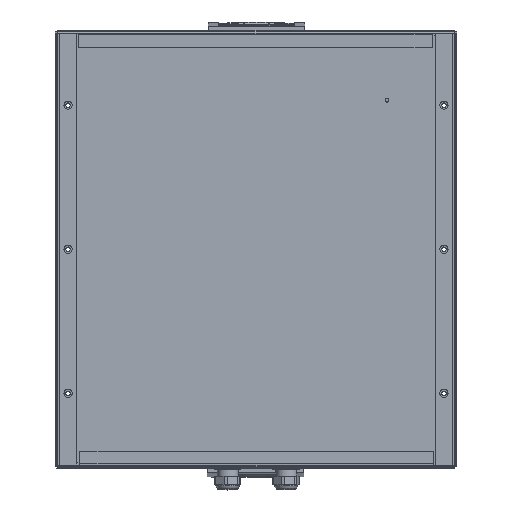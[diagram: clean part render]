
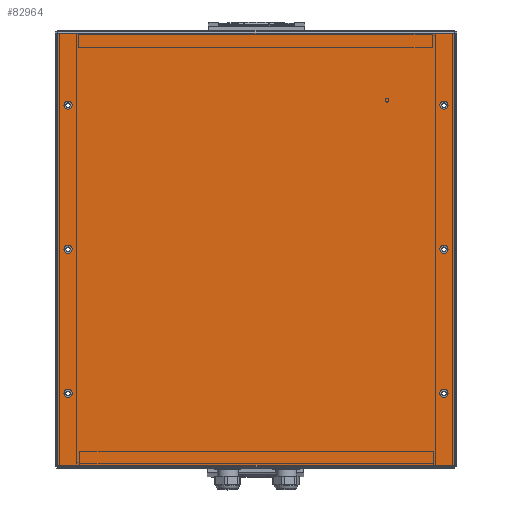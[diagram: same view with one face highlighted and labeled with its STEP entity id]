
A CAD part, top view. The second image highlights one B-rep face of the part: STEP entity #82964.
In plain terms, the highlighted planar face has unit normal (0, 0, 1).
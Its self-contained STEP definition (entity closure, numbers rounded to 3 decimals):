
#1402=FACE_BOUND('',#11075,.T.);
#1403=FACE_BOUND('',#11076,.T.);
#1404=FACE_BOUND('',#11077,.T.);
#1405=FACE_BOUND('',#11078,.T.);
#1406=FACE_BOUND('',#11079,.T.);
#1407=FACE_BOUND('',#11080,.T.);
#3831=CIRCLE('',#87503,9.);
#3832=CIRCLE('',#87504,9.);
#3833=CIRCLE('',#87505,9.);
#3834=CIRCLE('',#87506,9.);
#3835=CIRCLE('',#87507,9.);
#3836=CIRCLE('',#87508,9.);
#6652=FACE_OUTER_BOUND('',#11074,.T.);
#11074=EDGE_LOOP('',(#54467,#54468,#54469,#54470));
#11075=EDGE_LOOP('',(#54471));
#11076=EDGE_LOOP('',(#54472));
#11077=EDGE_LOOP('',(#54473));
#11078=EDGE_LOOP('',(#54474));
#11079=EDGE_LOOP('',(#54475));
#11080=EDGE_LOOP('',(#54476));
#16547=LINE('',#117319,#25028);
#16553=LINE('',#117340,#25034);
#16555=LINE('',#117345,#25036);
#16556=LINE('',#117346,#25037);
#25028=VECTOR('',#95213,10.);
#25034=VECTOR('',#95241,10.);
#25036=VECTOR('',#95247,10.);
#25037=VECTOR('',#95248,10.);
#33498=VERTEX_POINT('',#117301);
#33501=VERTEX_POINT('',#117313);
#33505=VERTEX_POINT('',#117339);
#33506=VERTEX_POINT('',#117344);
#33507=VERTEX_POINT('',#117347);
#33508=VERTEX_POINT('',#117349);
#33509=VERTEX_POINT('',#117351);
#33510=VERTEX_POINT('',#117353);
#33511=VERTEX_POINT('',#117355);
#33512=VERTEX_POINT('',#117357);
#41828=EDGE_CURVE('',#33498,#33501,#16547,.T.);
#41839=EDGE_CURVE('',#33505,#33498,#16553,.T.);
#41842=EDGE_CURVE('',#33501,#33506,#16555,.T.);
#41843=EDGE_CURVE('',#33506,#33505,#16556,.T.);
#41844=EDGE_CURVE('',#33507,#33507,#3831,.T.);
#41845=EDGE_CURVE('',#33508,#33508,#3832,.T.);
#41846=EDGE_CURVE('',#33509,#33509,#3833,.T.);
#41847=EDGE_CURVE('',#33510,#33510,#3834,.T.);
#41848=EDGE_CURVE('',#33511,#33511,#3835,.T.);
#41849=EDGE_CURVE('',#33512,#33512,#3836,.T.);
#54467=ORIENTED_EDGE('',*,*,#41828,.T.);
#54468=ORIENTED_EDGE('',*,*,#41842,.T.);
#54469=ORIENTED_EDGE('',*,*,#41843,.T.);
#54470=ORIENTED_EDGE('',*,*,#41839,.T.);
#54471=ORIENTED_EDGE('',*,*,#41844,.T.);
#54472=ORIENTED_EDGE('',*,*,#41845,.T.);
#54473=ORIENTED_EDGE('',*,*,#41846,.T.);
#54474=ORIENTED_EDGE('',*,*,#41847,.T.);
#54475=ORIENTED_EDGE('',*,*,#41848,.T.);
#54476=ORIENTED_EDGE('',*,*,#41849,.T.);
#76723=PLANE('',#87502);
#82964=ADVANCED_FACE('',(#6652,#1402,#1403,#1404,#1405,#1406,#1407),#76723,
 .T.);
#87502=AXIS2_PLACEMENT_3D('',#117343,#95245,#95246);
#87503=AXIS2_PLACEMENT_3D('',#117348,#95249,#95250);
#87504=AXIS2_PLACEMENT_3D('',#117350,#95251,#95252);
#87505=AXIS2_PLACEMENT_3D('',#117352,#95253,#95254);
#87506=AXIS2_PLACEMENT_3D('',#117354,#95255,#95256);
#87507=AXIS2_PLACEMENT_3D('',#117356,#95257,#95258);
#87508=AXIS2_PLACEMENT_3D('',#117358,#95259,#95260);
#95213=DIRECTION('',(-1.,0.,0.));
#95241=DIRECTION('',(0.,1.,0.));
#95245=DIRECTION('center_axis',(0.,0.,
1.));
#95246=DIRECTION('ref_axis',(1.,0.,0.));
#95247=DIRECTION('',(0.,-1.,0.));
#95248=DIRECTION('',(1.,0.,0.));
#95249=DIRECTION('center_axis',(0.,0.,
-1.));
#95250=DIRECTION('ref_axis',(-1.,0.,0.));
#95251=DIRECTION('center_axis',(0.,0.,
-1.));
#95252=DIRECTION('ref_axis',(-1.,0.,0.));
#95253=DIRECTION('center_axis',(0.,0.,
-1.));
#95254=DIRECTION('ref_axis',(-1.,0.,0.));
#95255=DIRECTION('center_axis',(0.,0.,
-1.));
#95256=DIRECTION('ref_axis',(-1.,0.,0.));
#95257=DIRECTION('center_axis',(0.,0.,
-1.));
#95258=DIRECTION('ref_axis',(-1.,0.,0.));
#95259=DIRECTION('center_axis',(0.,0.,
-1.));
#95260=DIRECTION('ref_axis',(-1.,0.,0.));
#117301=CARTESIAN_POINT('',(440.,480.,1266.));
#117313=CARTESIAN_POINT('',(-440.,480.,1266.));
#117319=CARTESIAN_POINT('',(220.,480.,1266.));
#117339=CARTESIAN_POINT('',(440.,-480.,1266.));
#117340=CARTESIAN_POINT('',(440.,-243.,1266.));
#117343=CARTESIAN_POINT('Origin',(0.,0.,
1266.));
#117344=CARTESIAN_POINT('',(-440.,-480.,1266.));
#117345=CARTESIAN_POINT('',(-440.,243.,1266.));
#117346=CARTESIAN_POINT('',(-223.,-480.,1266.));
#117347=CARTESIAN_POINT('',(-408.5,320.,1266.));
#117348=CARTESIAN_POINT('Origin',(-417.5,320.,1266.));
#117349=CARTESIAN_POINT('',(-408.5,0.,1266.));
#117350=CARTESIAN_POINT('Origin',(-417.5,0.,
1266.));
#117351=CARTESIAN_POINT('',(-408.5,-320.,1266.));
#117352=CARTESIAN_POINT('Origin',(-417.5,-320.,1266.));
#117353=CARTESIAN_POINT('',(426.5,320.,1266.));
#117354=CARTESIAN_POINT('Origin',(417.5,320.,1266.));
#117355=CARTESIAN_POINT('',(426.5,0.,1266.));
#117356=CARTESIAN_POINT('Origin',(417.5,0.,
1266.));
#117357=CARTESIAN_POINT('',(426.5,-320.,1266.));
#117358=CARTESIAN_POINT('Origin',(417.5,-320.,1266.));
